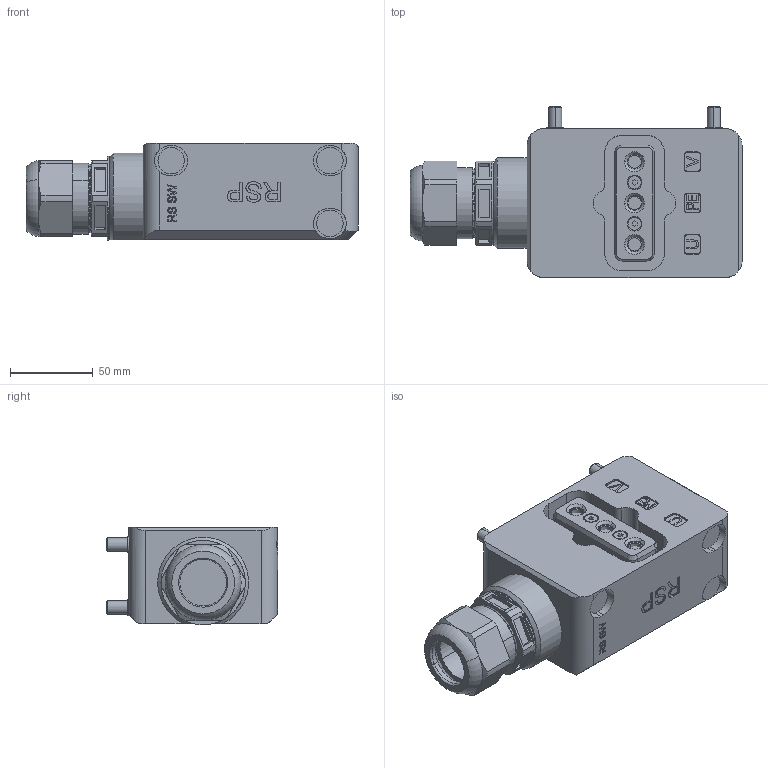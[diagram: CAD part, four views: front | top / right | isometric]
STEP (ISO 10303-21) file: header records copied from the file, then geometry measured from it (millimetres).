
FILE_DESCRIPTION (( 'STEP AP203' ), '1' );
FILE_NAME ('P6716.STEP', '2019-10-31T14:47:17', ( 'admin' ), ( '' ), 'SwSTEP 2.0', 'SolidWorks 2017', '' );
FILE_SCHEMA (( 'CONFIG_CONTROL_DESIGN' ));
Length unit declared in the file: millimetre
Products named in the file (1): P6716
Bounding box: 200.8 x 103.5 x 59 mm (x, y, z)
Volume: 795591.9 mm3; surface area: 143193.2 mm2
Topology: 15 solids, 15 shells, 773 faces, 1954 edges, 1278 vertices
Faces by surface type: plane 362, cylinder 198, bspline 152, cone 51, torus 10
Entity records: 31160 total; most frequent: CARTESIAN_POINT 13174, ORIENTED_EDGE 3908, DIRECTION 3313, EDGE_CURVE 1954, VERTEX_POINT 1278, VECTOR 1139, LINE 1139, AXIS2_PLACEMENT_3D 1087
